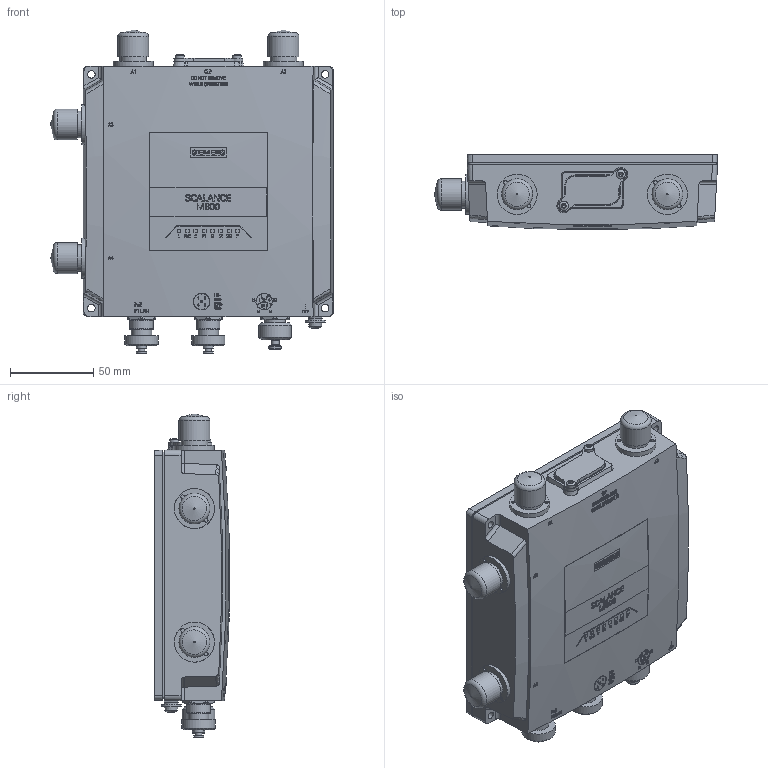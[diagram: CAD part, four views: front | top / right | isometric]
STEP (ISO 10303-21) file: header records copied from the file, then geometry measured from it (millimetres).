
FILE_DESCRIPTION(/* description */ (''),/* implementation_level */ '2;1');
FILE_NAME(/* name */ '6GK58562EA003DA1_step.stp',/* time_stamp */ '2021-05-26T14:55:26+02:00',/* author */ (''),/* organization */ (''),/* preprocessor_version */ 'ST-DEVELOPER v18.1',/* originating_system */ 'SIEMENS PLM Software NX 1973',/* authorisation */ '');
FILE_SCHEMA (('AUTOMOTIVE_DESIGN { 1 0 10303 214 3 1 1 1 }'));
Length unit declared in the file: millimetre
Products named in the file (5): Body; Labeling; Protection_Caps; CLPCover; 6GK5856-2EA00-3DA1
Assembly tree (4 placements, depth 2):
  6GK5856-2EA00-3DA1
    CLPCover
    Protection_Caps
    Labeling
    Body
Bounding box: 169.51 x 45.1 x 194.01 mm (x, y, z)
Volume: 954512.6 mm3; surface area: 107453.1 mm2
Topology: 128 solids, 140 shells, 2987 faces, 7444 edges, 4874 vertices
Faces by surface type: plane 1386, cylinder 825, sphere 257, extrusion 233, torus 146, cone 103, bspline 37
Full cylindrical faces by diameter (mm): 0.7 x8, 1.1 x5, 1.24 x8, 1.5 x4, 1.55 x1, 2 x4, 2.2 x8, 2.3 x1, 2.5 x4, 2.705 x4, 3.8 x3, 4 x1, 4.5 x4, 4.721 x1, 5 x4, 5.6 x2, 6 x4, 7.5 x2, 8 x5, 8.2 x1, 8.25 x2, 8.4 x2, 8.5 x2, 8.85 x1, 8.9 x3, 9.07 x2, 9.6 x1, 9.65 x1, 9.998 x1, 9.999 x1
Entity records: 119510 total; most frequent: CARTESIAN_POINT 32174, DIRECTION 14029, ORIENTED_EDGE 13938, EDGE_CURVE 6969, AXIS2_PLACEMENT_3D 5506, VERTEX_POINT 4717, EDGE_LOOP 3554, VECTOR 3017
